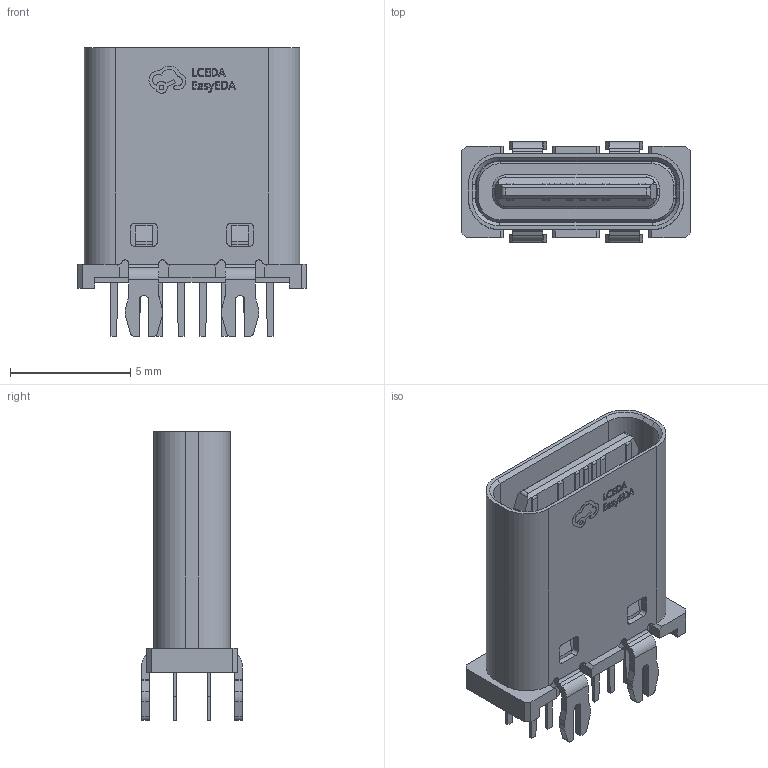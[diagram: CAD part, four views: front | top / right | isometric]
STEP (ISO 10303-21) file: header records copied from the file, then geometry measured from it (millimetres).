
FILE_DESCRIPTION (( 'STEP AP214' ), '1' );
FILE_NAME ('USB-TYPE-C-TH_TYPEC-214-ARP14H105.STEP', '2024-05-15T05:58:17', ( 'PC' ), ( 'Microsoft' ), 'SwSTEP 2.0', 'SolidWorks 2020', '' );
FILE_SCHEMA (( 'AUTOMOTIVE_DESIGN' ));
Length unit declared in the file: millimetre
Products named in the file (1): USB-TYPE-C-TH_TYPEC-214-ARP14H105
Bounding box: 9.5 x 4.16 x 12 mm (x, y, z)
Volume: 195 mm3; surface area: 701.2 mm2
Topology: 14 solids, 14 shells, 822 faces, 2249 edges, 1478 vertices
Faces by surface type: plane 546, cylinder 150, bspline 106, cone 16, torus 4
Entity records: 35711 total; most frequent: CARTESIAN_POINT 6169, ORIENTED_EDGE 4498, DIRECTION 3750, EDGE_CURVE 2249, LINE 1688, VECTOR 1688, VERTEX_POINT 1478, AXIS2_PLACEMENT_3D 1031
